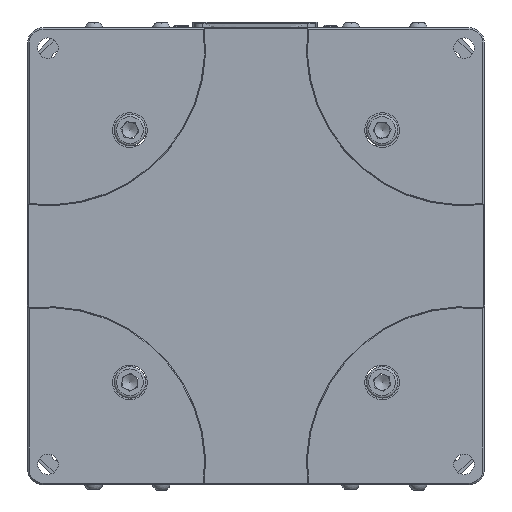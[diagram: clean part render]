
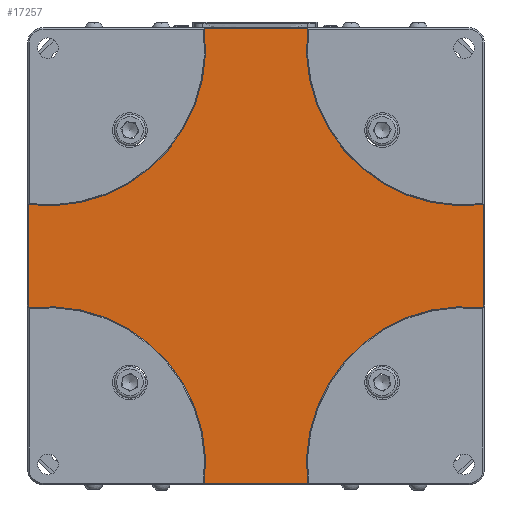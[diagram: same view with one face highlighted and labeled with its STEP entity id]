
A CAD part, front view. The second image highlights one B-rep face of the part: STEP entity #17257.
In plain terms, the highlighted planar face has unit normal (0, -1, 0).
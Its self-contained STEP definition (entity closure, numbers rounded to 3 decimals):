
#349 = VERTEX_POINT ( 'NONE', #32963 ) ;
#445 = CARTESIAN_POINT ( 'NONE',  ( 218.39, 0.5, -437.067 ) ) ;
#710 = CARTESIAN_POINT ( 'NONE',  ( 129.805, 0.5, -525.653 ) ) ;
#953 = LINE ( 'NONE', #26955, #20044 ) ;
#1961 = CARTESIAN_POINT ( 'NONE',  ( 162.576, 0.5, -525.653 ) ) ;
#2992 = PLANE ( 'NONE',  #18082 ) ;
#3233 = EDGE_CURVE ( 'NONE', #14044, #349, #15435, .T. ) ;
#3620 = VECTOR ( 'NONE', #23708, 1000. ) ;
#3933 = ORIENTED_EDGE ( 'NONE', *, *, #21368, .T. ) ;
#4305 = CARTESIAN_POINT ( 'NONE',  ( 218.39, 0.5, -453.453 ) ) ;
#5943 = ORIENTED_EDGE ( 'NONE', *, *, #29216, .T. ) ;
#6010 = CARTESIAN_POINT ( 'NONE',  ( 146.19, 0.5, -453.453 ) ) ;
#6026 = CARTESIAN_POINT ( 'NONE',  ( 80.19, 0.5, -519.453 ) ) ;
#6446 = CIRCLE ( 'NONE', #27494, 50. ) ;
#6791 = DIRECTION ( 'NONE',  ( 1., 0., 0. ) ) ;
#8456 = FACE_OUTER_BOUND ( 'NONE', #35912, .T. ) ;
#8709 = DIRECTION ( 'NONE',  ( 0., 0., -1. ) ) ;
#9926 = DIRECTION ( 'NONE',  ( 0., 0., -1. ) ) ;
#10043 = ORIENTED_EDGE ( 'NONE', *, *, #13602, .T. ) ;
#10186 = EDGE_CURVE ( 'NONE', #34184, #29868, #27323, .T. ) ;
#10324 = DIRECTION ( 'NONE',  ( 0., 1., 0. ) ) ;
#10677 = CARTESIAN_POINT ( 'NONE',  ( 212.19, 0.5, -387.453 ) ) ;
#10784 = CARTESIAN_POINT ( 'NONE',  ( 80.19, 0.5, -387.453 ) ) ;
#10937 = DIRECTION ( 'NONE',  ( 0., -1., 0. ) ) ;
#11725 = AXIS2_PLACEMENT_3D ( 'NONE', #6026, #29001, #12258 ) ;
#12053 = EDGE_CURVE ( 'NONE', #12207, #34184, #34304, .T. ) ;
#12207 = VERTEX_POINT ( 'NONE', #28067 ) ;
#12258 = DIRECTION ( 'NONE',  ( 0., 0., -1. ) ) ;
#13602 = EDGE_CURVE ( 'NONE', #20740, #14044, #36457, .T. ) ;
#14044 = VERTEX_POINT ( 'NONE', #27914 ) ;
#15435 = LINE ( 'NONE', #26709, #3620 ) ;
#15679 = EDGE_CURVE ( 'NONE', #36545, #22923, #17952, .T. ) ;
#17016 = CARTESIAN_POINT ( 'NONE',  ( 73.99, 0.5, -453.453 ) ) ;
#17257 = ADVANCED_FACE ( 'NONE', ( #8456 ), #2992, .T. ) ;
#17859 = VECTOR ( 'NONE', #33097, 1000. ) ;
#17952 = CIRCLE ( 'NONE', #35343, 50. ) ;
#18082 = AXIS2_PLACEMENT_3D ( 'NONE', #6010, #10937, #19599 ) ;
#19599 = DIRECTION ( 'NONE',  ( 0., 0., -1. ) ) ;
#20044 = VECTOR ( 'NONE', #6791, 1000. ) ;
#20740 = VERTEX_POINT ( 'NONE', #445 ) ;
#21091 = ORIENTED_EDGE ( 'NONE', *, *, #15679, .T. ) ;
#21368 = EDGE_CURVE ( 'NONE', #29868, #36545, #953, .T. ) ;
#21528 = DIRECTION ( 'NONE',  ( 0., 0., -1. ) ) ;
#21963 = CARTESIAN_POINT ( 'NONE',  ( 218.39, 0.5, -469.839 ) ) ;
#22566 = DIRECTION ( 'NONE',  ( 0., 0., -1. ) ) ;
#22923 = VERTEX_POINT ( 'NONE', #21963 ) ;
#23708 = DIRECTION ( 'NONE',  ( -1., 0., 0. ) ) ;
#23876 = AXIS2_PLACEMENT_3D ( 'NONE', #10677, #24243, #9926 ) ;
#24243 = DIRECTION ( 'NONE',  ( 0., 1., 0. ) ) ;
#26123 = ORIENTED_EDGE ( 'NONE', *, *, #12053, .T. ) ;
#26526 = ORIENTED_EDGE ( 'NONE', *, *, #28646, .T. ) ;
#26605 = ORIENTED_EDGE ( 'NONE', *, *, #3233, .T. ) ;
#26709 = CARTESIAN_POINT ( 'NONE',  ( 146.19, 0.5, -381.253 ) ) ;
#26955 = CARTESIAN_POINT ( 'NONE',  ( 146.19, 0.5, -525.653 ) ) ;
#27323 = CIRCLE ( 'NONE', #11725, 50. ) ;
#27404 = VECTOR ( 'NONE', #8709, 1000. ) ;
#27494 = AXIS2_PLACEMENT_3D ( 'NONE', #10784, #33530, #21528 ) ;
#27914 = CARTESIAN_POINT ( 'NONE',  ( 162.576, 0.5, -381.253 ) ) ;
#28011 = CARTESIAN_POINT ( 'NONE',  ( 212.19, 0.5, -519.453 ) ) ;
#28067 = CARTESIAN_POINT ( 'NONE',  ( 73.99, 0.5, -437.067 ) ) ;
#28646 = EDGE_CURVE ( 'NONE', #22923, #20740, #36107, .T. ) ;
#29001 = DIRECTION ( 'NONE',  ( 0., 1., 0. ) ) ;
#29013 = CARTESIAN_POINT ( 'NONE',  ( 73.99, 0.5, -469.839 ) ) ;
#29216 = EDGE_CURVE ( 'NONE', #349, #12207, #6446, .T. ) ;
#29868 = VERTEX_POINT ( 'NONE', #710 ) ;
#32963 = CARTESIAN_POINT ( 'NONE',  ( 129.805, 0.5, -381.253 ) ) ;
#33097 = DIRECTION ( 'NONE',  ( 0., 0., 1. ) ) ;
#33530 = DIRECTION ( 'NONE',  ( 0., 1., 0. ) ) ;
#33923 = ORIENTED_EDGE ( 'NONE', *, *, #10186, .T. ) ;
#34184 = VERTEX_POINT ( 'NONE', #29013 ) ;
#34304 = LINE ( 'NONE', #17016, #27404 ) ;
#35343 = AXIS2_PLACEMENT_3D ( 'NONE', #28011, #10324, #22566 ) ;
#35912 = EDGE_LOOP ( 'NONE', ( #3933, #21091, #26526, #10043, #26605, #5943, #26123, #33923 ) ) ;
#36107 = LINE ( 'NONE', #4305, #17859 ) ;
#36457 = CIRCLE ( 'NONE', #23876, 50. ) ;
#36545 = VERTEX_POINT ( 'NONE', #1961 ) ;
